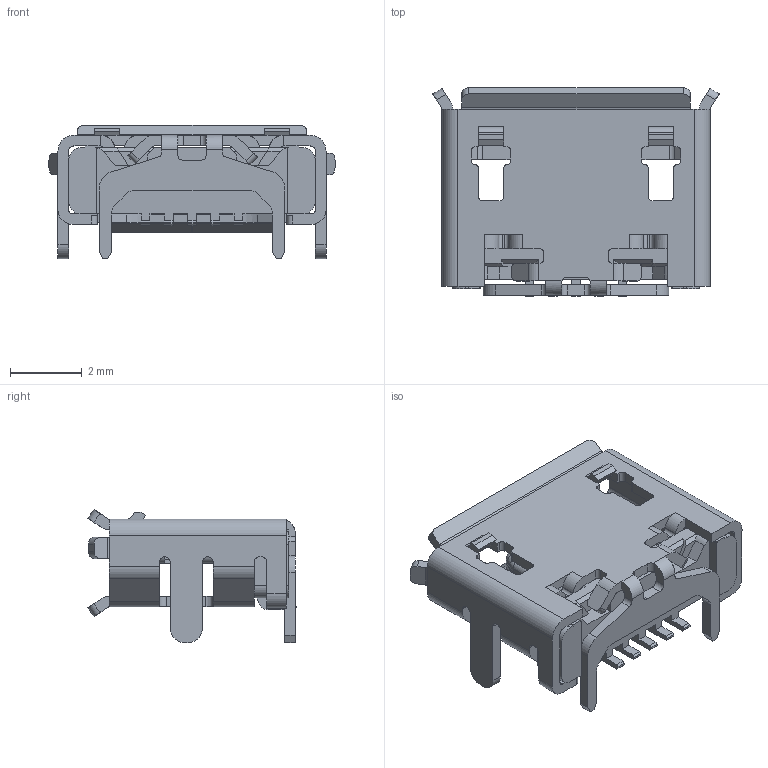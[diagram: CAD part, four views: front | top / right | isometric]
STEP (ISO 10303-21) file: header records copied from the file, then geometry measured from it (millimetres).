
FILE_DESCRIPTION(('CoCreate Modeling STEP Export'),'2;1');
FILE_NAME('dsfa.stp','2017-09-29T16:59:53',(''),(''),'CoCreate Modeling STEP processor for AP214 (Solid Model)','CoCreate Modeling 16.00 13-May-2008 (C) Parametric Technology GmbH','');
FILE_SCHEMA(('AUTOMOTIVE_DESIGN { 1 0 10303 214 1 1 1 1 }'));
Length unit declared in the file: millimetre
Products named in the file (25): MSBR; LAYER; LAYER.1; LAYER.2; LAYER.3; LAYER.4
Assembly tree (21 placements, depth 9):
  LAYER
    LAYER.1
    LAYER
      LAYER
        MSBR
  LAYER.1
    LAYER
      LAYER
        LAYER.1
          LAYER
            LAYER
              LAYER
                MSBR
        LAYER
          LAYER
            LAYER
              LAYER
                LAYER
                  LAYER.4
                  LAYER.3
                  LAYER.2
                  LAYER.1
                  LAYER
  LAYER.2
  LAYER.3
Bounding box: 8 x 5.82 x 3.73 mm (x, y, z)
Volume: 0.5 mm3; surface area: 298.2 mm2
Topology: 1 solids, 13 shells, 980 faces, 2861 edges, 1847 vertices
Faces by surface type: plane 640, cylinder 324, cone 6, torus 5, bspline 5
Entity records: 38560 total; most frequent: CARTESIAN_POINT 6892, ORIENTED_EDGE 5747, DIRECTION 5221, EDGE_CURVE 2859, VECTOR 2023, LINE 2023, VERTEX_POINT 1847, AXIS2_PLACEMENT_3D 1599
